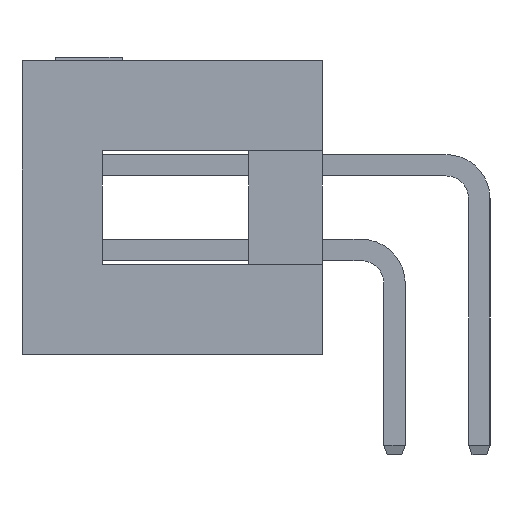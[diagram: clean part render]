
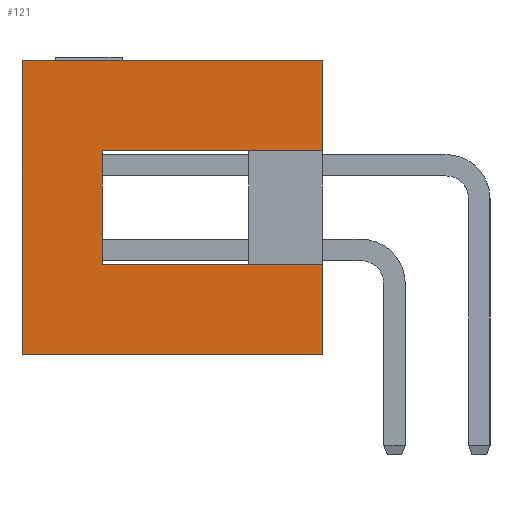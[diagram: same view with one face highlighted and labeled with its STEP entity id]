
A CAD part, left-side view. The second image highlights one B-rep face of the part: STEP entity #121.
In plain terms, the highlighted planar face has unit normal (-1, 0, 0).
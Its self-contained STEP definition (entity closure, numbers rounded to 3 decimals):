
#121=ADVANCED_FACE('',(#8353),#8355,.T.);
#8353=FACE_BOUND('',#8354,.T.);
#8354=EDGE_LOOP('',(#14922,#14923,#14924,#14925,#14926,#14927,#14928,#14929));
#8355=PLANE('',#8356);
#8356=AXIS2_PLACEMENT_3D('',#8357,#8358,#8359);
#8357=CARTESIAN_POINT('',(-5.17,0.,0.));
#8358=DIRECTION('',(-1.,0.,0.));
#8359=DIRECTION('',(0.,0.,1.));
#14922=ORIENTED_EDGE('',*,*,#19276,.T.);
#14923=ORIENTED_EDGE('',*,*,#19277,.T.);
#14924=ORIENTED_EDGE('',*,*,#19245,.T.);
#14925=ORIENTED_EDGE('',*,*,#19275,.T.);
#14926=ORIENTED_EDGE('',*,*,#19278,.T.);
#14927=ORIENTED_EDGE('',*,*,#19279,.T.);
#14928=ORIENTED_EDGE('',*,*,#19280,.T.);
#14929=ORIENTED_EDGE('',*,*,#19281,.T.);
#19245=EDGE_CURVE('',#21432,#21430,#21433,.T.);
#19275=EDGE_CURVE('',#21430,#21483,#21485,.T.);
#19276=EDGE_CURVE('',#21486,#21487,#21488,.F.);
#19277=EDGE_CURVE('',#21487,#21432,#21489,.T.);
#19278=EDGE_CURVE('',#21483,#21490,#21491,.T.);
#19279=EDGE_CURVE('',#21490,#21492,#21493,.T.);
#19280=EDGE_CURVE('',#21492,#21494,#21495,.F.);
#19281=EDGE_CURVE('',#21494,#21486,#21496,.F.);
#21430=VERTEX_POINT('',#24963);
#21432=VERTEX_POINT('',#24967);
#21433=LINE('',#24968,#24969);
#21483=VERTEX_POINT('',#25076);
#21485=LINE('',#25080,#25081);
#21486=VERTEX_POINT('',#25083);
#21487=VERTEX_POINT('',#25084);
#21488=LINE('',#25085,#25086);
#21489=LINE('',#25088,#25089);
#21490=VERTEX_POINT('',#25091);
#21491=LINE('',#25092,#25093);
#21492=VERTEX_POINT('',#25095);
#21493=LINE('',#25096,#25097);
#21494=VERTEX_POINT('',#25099);
#21495=LINE('',#25100,#25101);
#21496=LINE('',#25103,#25104);
#24963=CARTESIAN_POINT('',(-5.17,13.7,8.8));
#24967=CARTESIAN_POINT('',(-5.17,4.7,8.8));
#24968=CARTESIAN_POINT('',(-5.17,4.7,8.8));
#24969=VECTOR('',#24970,1.);
#24970=DIRECTION('',(0.,1.,0.));
#25076=CARTESIAN_POINT('',(-5.17,13.7,0.));
#25080=CARTESIAN_POINT('',(-5.17,13.7,8.8));
#25081=VECTOR('',#25082,1.);
#25082=DIRECTION('',(0.,0.,-1.));
#25083=CARTESIAN_POINT('',(-5.17,11.3,6.1));
#25084=CARTESIAN_POINT('',(-5.17,4.7,6.1));
#25085=CARTESIAN_POINT('',(-5.17,4.7,6.1));
#25086=VECTOR('',#25087,1.);
#25087=DIRECTION('',(0.,1.,0.));
#25088=CARTESIAN_POINT('',(-5.17,4.7,6.1));
#25089=VECTOR('',#25090,1.);
#25090=DIRECTION('',(0.,0.,1.));
#25091=CARTESIAN_POINT('',(-5.17,4.7,0.));
#25092=CARTESIAN_POINT('',(-5.17,13.7,0.));
#25093=VECTOR('',#25094,1.);
#25094=DIRECTION('',(0.,-1.,0.));
#25095=CARTESIAN_POINT('',(-5.17,4.7,2.7));
#25096=CARTESIAN_POINT('',(-5.17,4.7,0.));
#25097=VECTOR('',#25098,1.);
#25098=DIRECTION('',(0.,0.,1.));
#25099=CARTESIAN_POINT('',(-5.17,11.3,2.7));
#25100=CARTESIAN_POINT('',(-5.17,11.3,2.7));
#25101=VECTOR('',#25102,1.);
#25102=DIRECTION('',(0.,-1.,0.));
#25103=CARTESIAN_POINT('',(-5.17,11.3,6.1));
#25104=VECTOR('',#25105,1.);
#25105=DIRECTION('',(0.,0.,-1.));
